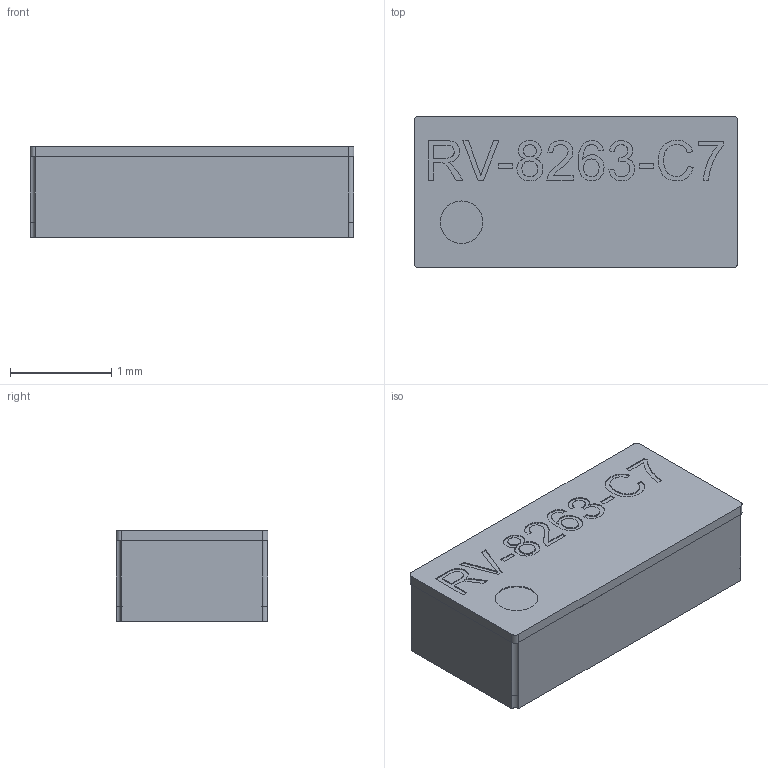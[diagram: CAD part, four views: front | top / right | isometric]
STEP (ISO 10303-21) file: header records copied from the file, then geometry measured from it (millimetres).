
FILE_DESCRIPTION(/* description */ (''),/* implementation_level */ '2;1');
FILE_NAME(/* name */ 'RV-8263-C7 v1.step',/* time_stamp */ '2020-11-22T15:36:16+00:00',/* author */ (''),/* organization */ (''),/* preprocessor_version */ 'ST-DEVELOPER v18.1',/* originating_system */ 'Autodesk Translation Framework v9.3.0.1241',/* authorisation */ '');
FILE_SCHEMA (('AUTOMOTIVE_DESIGN { 1 0 10303 214 3 1 1 }'));
Length unit declared in the file: millimetre
Products named in the file (2): RV-8263-C7; Component1
Assembly tree (1 placements, depth 2):
  RV-8263-C7
    Component1
Bounding box: 3.2 x 1.5 x 0.9 mm (x, y, z)
Volume: 4.3 mm3; surface area: 34.8 mm2
Topology: 10 solids, 10 shells, 334 faces, 877 edges, 582 vertices
Faces by surface type: plane 172, bspline 149, cylinder 13
Full cylindrical faces by diameter (mm): 0.42 x1
Entity records: 11670 total; most frequent: CARTESIAN_POINT 4330, ORIENTED_EDGE 1754, DIRECTION 983, EDGE_CURVE 877, VERTEX_POINT 582, LINE 553, VECTOR 553, EDGE_LOOP 353
